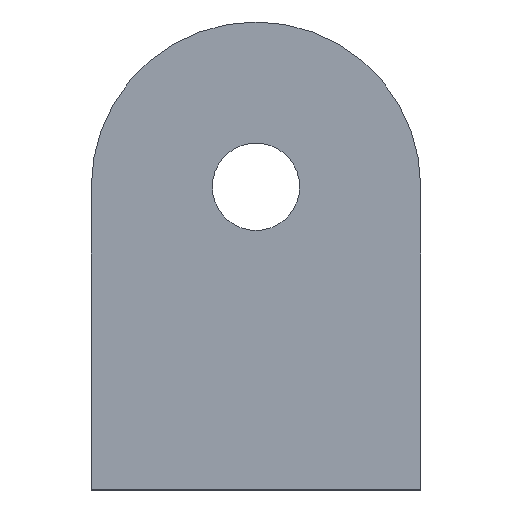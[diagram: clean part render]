
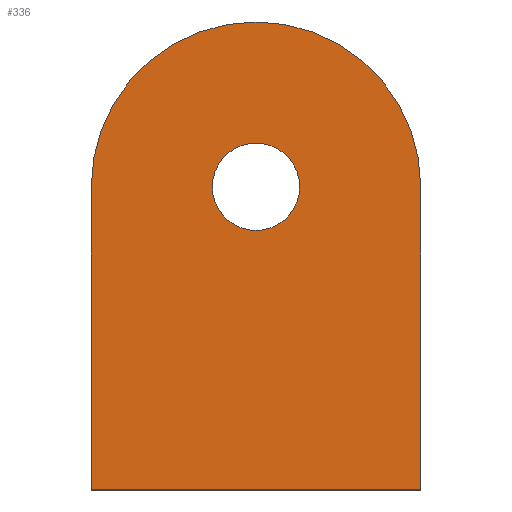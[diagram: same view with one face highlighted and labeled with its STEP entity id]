
A CAD part, top view. The second image highlights one B-rep face of the part: STEP entity #336.
In plain terms, the highlighted planar face has unit normal (0, 0, 1).
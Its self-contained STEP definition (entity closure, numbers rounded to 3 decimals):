
#16=FACE_BOUND('',#61,.T.);
#22=CIRCLE('',#369,28.284);
#23=CIRCLE('',#374,7.5);
#40=FACE_OUTER_BOUND('',#60,.T.);
#60=EDGE_LOOP('',(#262,#263,#264,#265));
#61=EDGE_LOOP('',(#266));
#89=LINE('',#523,#126);
#98=LINE('',#544,#135);
#99=LINE('',#545,#136);
#126=VECTOR('',#427,10.);
#135=VECTOR('',#442,10.);
#136=VECTOR('',#443,10.);
#159=VERTEX_POINT('',#515);
#160=VERTEX_POINT('',#517);
#161=VERTEX_POINT('',#521);
#170=VERTEX_POINT('',#543);
#171=VERTEX_POINT('',#546);
#194=EDGE_CURVE('',#160,#159,#22,.T.);
#197=EDGE_CURVE('',#159,#161,#89,.T.);
#206=EDGE_CURVE('',#161,#170,#98,.T.);
#207=EDGE_CURVE('',#170,#160,#99,.T.);
#208=EDGE_CURVE('',#171,#171,#23,.T.);
#262=ORIENTED_EDGE('',*,*,#197,.T.);
#263=ORIENTED_EDGE('',*,*,#206,.T.);
#264=ORIENTED_EDGE('',*,*,#207,.T.);
#265=ORIENTED_EDGE('',*,*,#194,.T.);
#266=ORIENTED_EDGE('',*,*,#208,.T.);
#319=PLANE('',#373);
#336=ADVANCED_FACE('',(#40,#16),#319,.T.);
#369=AXIS2_PLACEMENT_3D('',#518,#421,#422);
#373=AXIS2_PLACEMENT_3D('',#542,#440,#441);
#374=AXIS2_PLACEMENT_3D('',#547,#444,#445);
#421=DIRECTION('center_axis',(0.,0.,1.));
#422=DIRECTION('ref_axis',(1.,0.,0.));
#427=DIRECTION('',(0.,-1.,0.));
#440=DIRECTION('center_axis',(0.,0.,1.));
#441=DIRECTION('ref_axis',(-1.,0.,0.));
#442=DIRECTION('',(1.,0.,0.));
#443=DIRECTION('',(0.,1.,0.));
#444=DIRECTION('center_axis',(0.,0.,-1.));
#445=DIRECTION('ref_axis',(-1.,0.,0.));
#515=CARTESIAN_POINT('',(-28.284,0.,54.));
#517=CARTESIAN_POINT('',(28.284,0.,54.));
#518=CARTESIAN_POINT('Origin',(0.,0.,54.));
#521=CARTESIAN_POINT('',(-28.284,-52.,54.));
#523=CARTESIAN_POINT('',(-28.284,0.,54.));
#542=CARTESIAN_POINT('Origin',(0.,-11.858,54.));
#543=CARTESIAN_POINT('',(28.284,-52.,54.));
#544=CARTESIAN_POINT('',(-28.284,-52.,54.));
#545=CARTESIAN_POINT('',(28.284,-52.,54.));
#546=CARTESIAN_POINT('',(7.5,0.,54.));
#547=CARTESIAN_POINT('Origin',(0.,0.,54.));
